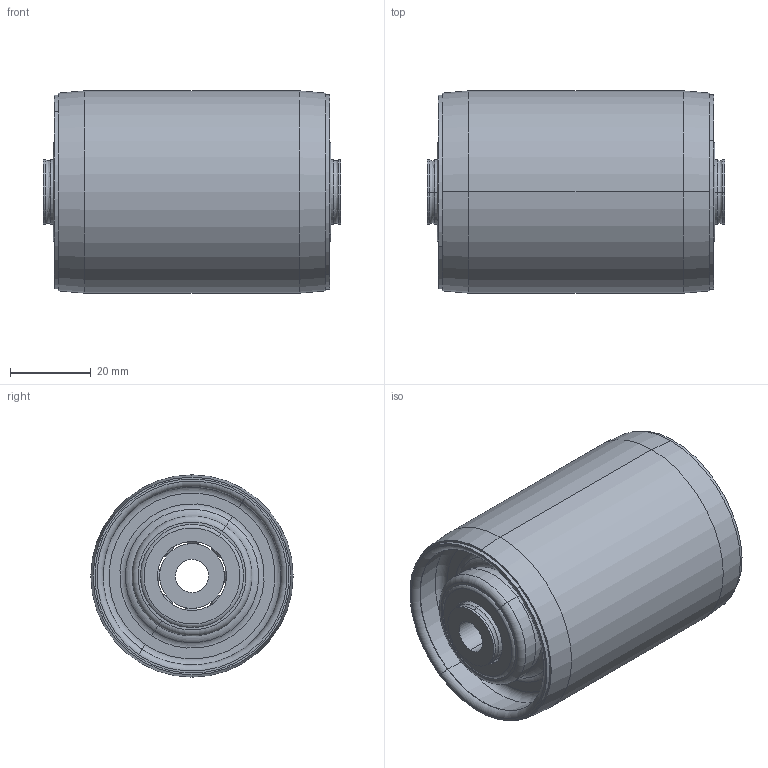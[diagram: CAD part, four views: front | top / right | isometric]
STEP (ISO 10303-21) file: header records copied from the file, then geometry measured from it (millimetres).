
FILE_DESCRIPTION (( 'STEP AP214' ), '1' );
FILE_NAME ('0022349.step', '2023-06-07T08:40:10', ( '' ), ( '' ), 'SwSTEP 2.0', 'SolidWorks 2020', '' );
FILE_SCHEMA (( 'AUTOMOTIVE_DESIGN' ));
Length unit declared in the file: millimetre
Products named in the file (5): 0022349; MTR-50x1,5.20.08_Lager; MTR-50x1,5.20.08_Gehaeuse_gequ; NR100-50-8_Rohr; 0026295_Typ-TRG_50x1,5-8_Stahl_gestaucht
Assembly tree (5 placements, depth 3):
  0022349
    NR100-50-8_Rohr
    0026295_Typ-TRG_50x1,5-8_Stahl_gestaucht  x2
      MTR-50x1,5.20.08_Lager
      MTR-50x1,5.20.08_Gehaeuse_gequ
Bounding box: 73.5 x 50 x 50 mm (x, y, z)
Volume: 29556.1 mm3; surface area: 44565.5 mm2
Topology: 25 solids, 25 shells, 432 faces, 1128 edges, 664 vertices
Faces by surface type: bspline 132, plane 80, torus 76, cone 72, cylinder 72
Entity records: 9995 total; most frequent: CARTESIAN_POINT 3080, DIRECTION 1090, ORIENTED_EDGE 1060, EDGE_CURVE 530, AXIS2_PLACEMENT_3D 518, CIRCLE 352, VERTEX_POINT 340, EDGE_LOOP 240
